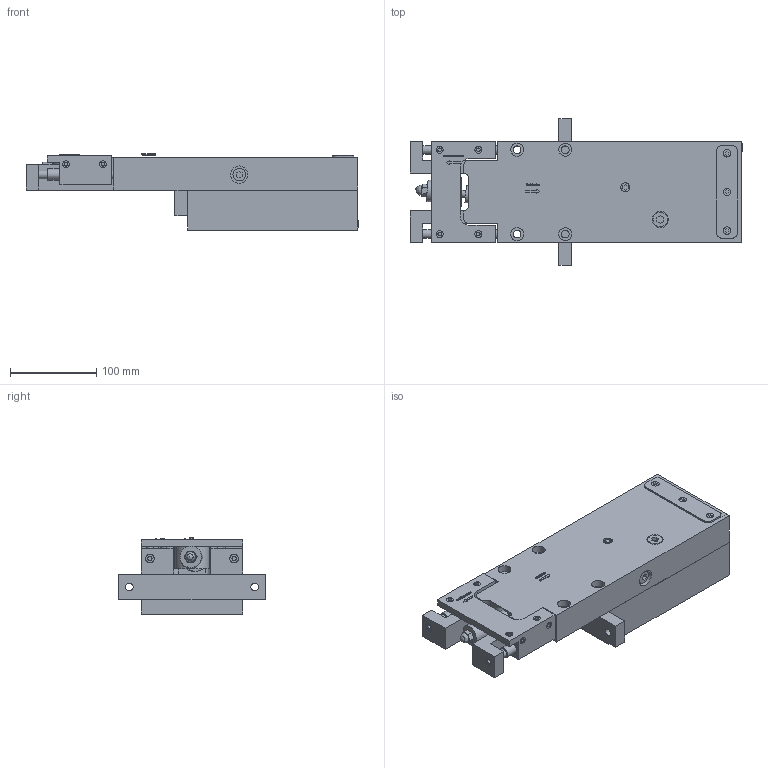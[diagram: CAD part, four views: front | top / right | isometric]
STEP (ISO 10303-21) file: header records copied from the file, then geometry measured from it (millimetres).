
FILE_DESCRIPTION(('STEP AP214'),'1');
FILE_NAME('TP15-19.stp','2016-12-09T11:43:07',(' '),(' '),'Spatial InterOp 3D',' ',' ');
FILE_SCHEMA(('automotive_design'));
Length unit declared in the file: millimetre
Products named in the file (45): Assembly1; Part49; Part51; Part56; Part58; Part64; Part78; Part79; Nut : Dome - M8,0 x 162,052; Bolt : Hex - M4,0 x 12,0; Part83; Screw : Cheese - M6,0 x 10,0; Part87; Part88; Part90; Part93; Part97; Part101; Part102; Screw : Cheese - M10,0 x 50,0; Part106; Screw : Cheese - M6,0 x 50,0; Screw : Countersunk - M8,0 x 50,0; Part121; Part125; Text1220
Assembly tree (44 placements, depth 2):
  Assembly1
    Part49
    Part51
    Part56
    Part58
    Part64
    Part78
    Part79
    Nut : Dome - M8,0 x 162,052
    Bolt : Hex - M4,0 x 12,0
    Part83
    Screw : Cheese - M6,0 x 10,0
    Screw : Cheese - M6,0 x 10,0
    Screw : Cheese - M6,0 x 10,0
    Part87
    Part88
    Part88
    Part90
    Part93
    Part93
    Part93
    Part93
    Part97
    Part97
    Part97
    Part97
    Part101
    Part102
    Part102
    Screw : Cheese - M10,0 x 50,0
    Part106
    Screw : Cheese - M6,0 x 10,0
    Screw : Cheese - M6,0 x 10,0
    Screw : Cheese - M6,0 x 10,0
    Screw : Cheese - M6,0 x 10,0
    Screw : Cheese - M6,0 x 50,0
    Screw : Cheese - M6,0 x 50,0
    Screw : Cheese - M6,0 x 50,0
    Screw : Cheese - M6,0 x 50,0
    Screw : Countersunk - M8,0 x 50,0
    Part121
    Part125
    Part125
    Text1220
    Text1220
Bounding box: 386 x 170 x 88.5 mm (x, y, z)
Volume: 2666488.2 mm3; surface area: 351764.7 mm2
Topology: 76 solids, 76 shells, 1832 faces, 4859 edges, 3238 vertices
Faces by surface type: plane 1675, cylinder 128, cone 27, torus 1, bspline 1
Full cylindrical faces by diameter (mm): 3.3 x1, 3.8 x2, 4.2 x8, 5 x12, 6 x6, 7 x1, 7.5 x4, 8 x18, 8.8 x3, 8.818 x11, 9 x10, 10 x10, 10.6 x1, 10.7 x4, 13 x4, 14.695 x1, 15 x4, 19 x1, 20 x2, 21 x1, 25 x2, 34 x1, 74 x2
Entity records: 71124 total; most frequent: CARTESIAN_POINT 10212, ORIENTED_EDGE 9422, DIRECTION 8727, EDGE_CURVE 4711, LINE 4391, VECTOR 4391, VERTEX_POINT 3217, AXIS2_PLACEMENT_3D 2168
